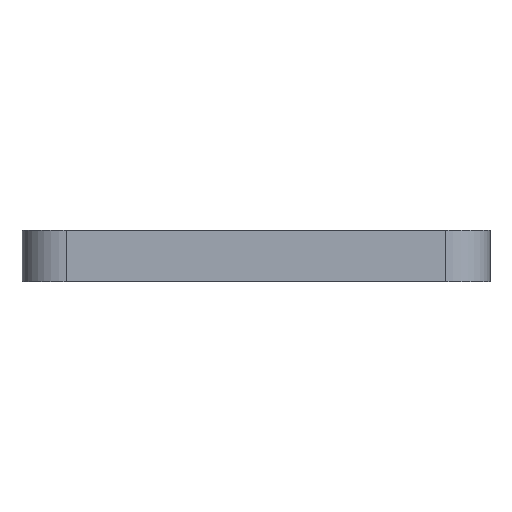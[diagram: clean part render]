
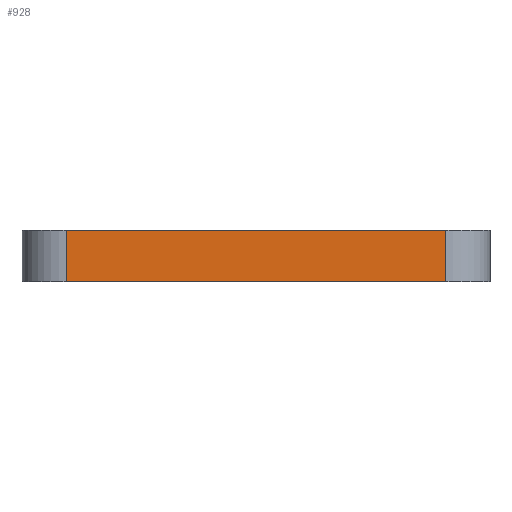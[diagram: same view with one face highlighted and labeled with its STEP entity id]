
A CAD part, left-side view. The second image highlights one B-rep face of the part: STEP entity #928.
In plain terms, the highlighted planar face has unit normal (-1, 0, 0).
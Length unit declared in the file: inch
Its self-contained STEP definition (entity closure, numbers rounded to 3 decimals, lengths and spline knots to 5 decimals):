
#50 = ORIENTED_EDGE ( 'NONE', *, *, #160, .F. ) ;
#59 = LINE ( 'NONE', #70, #862 ) ;
#63 = CARTESIAN_POINT ( 'NONE',  ( -1.75, -1.25, 0.1378 ) ) ;
#70 = CARTESIAN_POINT ( 'NONE',  ( -1.75, 1.01378, 0.1378 ) ) ;
#90 = VECTOR ( 'NONE', #678, 39.37008 ) ;
#118 = ORIENTED_EDGE ( 'NONE', *, *, #663, .T. ) ;
#160 = EDGE_CURVE ( 'NONE', #792, #643, #502, .T. ) ;
#161 = LINE ( 'NONE', #242, #286 ) ;
#172 = VERTEX_POINT ( 'NONE', #708 ) ;
#210 = DIRECTION ( 'NONE',  ( 0., -1., 0. ) ) ;
#213 = ORIENTED_EDGE ( 'NONE', *, *, #258, .T. ) ;
#227 = DIRECTION ( 'NONE',  ( 0., 0., 1. ) ) ;
#242 = CARTESIAN_POINT ( 'NONE',  ( -1.75, -1.01378, 0.1378 ) ) ;
#258 = EDGE_CURVE ( 'NONE', #674, #643, #161, .T. ) ;
#286 = VECTOR ( 'NONE', #227, 39.37008 ) ;
#376 = LINE ( 'NONE', #386, #90 ) ;
#386 = CARTESIAN_POINT ( 'NONE',  ( -1.75, -1.25, -0.1378 ) ) ;
#416 = DIRECTION ( 'NONE',  ( 1., 0., 0. ) ) ;
#424 = CARTESIAN_POINT ( 'NONE',  ( -1.75, -1.01378, -0.1378 ) ) ;
#431 = CARTESIAN_POINT ( 'NONE',  ( -1.75, -1.25, 0.1378 ) ) ;
#502 = LINE ( 'NONE', #63, #749 ) ;
#506 = EDGE_LOOP ( 'NONE', ( #585, #213, #50, #118 ) ) ;
#526 = CARTESIAN_POINT ( 'NONE',  ( -1.75, 1.01378, 0.1378 ) ) ;
#573 = DIRECTION ( 'NONE',  ( 0., 0., -1. ) ) ;
#584 = EDGE_CURVE ( 'NONE', #172, #674, #376, .T. ) ;
#585 = ORIENTED_EDGE ( 'NONE', *, *, #584, .T. ) ;
#643 = VERTEX_POINT ( 'NONE', #885 ) ;
#647 = FACE_OUTER_BOUND ( 'NONE', #506, .T. ) ;
#663 = EDGE_CURVE ( 'NONE', #792, #172, #59, .T. ) ;
#674 = VERTEX_POINT ( 'NONE', #424 ) ;
#678 = DIRECTION ( 'NONE',  ( 0., -1., 0. ) ) ;
#708 = CARTESIAN_POINT ( 'NONE',  ( -1.75, 1.01378, -0.1378 ) ) ;
#709 = AXIS2_PLACEMENT_3D ( 'NONE', #431, #416, #573 ) ;
#749 = VECTOR ( 'NONE', #210, 39.37008 ) ;
#792 = VERTEX_POINT ( 'NONE', #526 ) ;
#862 = VECTOR ( 'NONE', #929, 39.37008 ) ;
#885 = CARTESIAN_POINT ( 'NONE',  ( -1.75, -1.01378, 0.1378 ) ) ;
#928 = ADVANCED_FACE ( 'NONE', ( #647 ), #935, .F. ) ;
#929 = DIRECTION ( 'NONE',  ( 0., 0., -1. ) ) ;
#935 = PLANE ( 'NONE',  #709 ) ;
